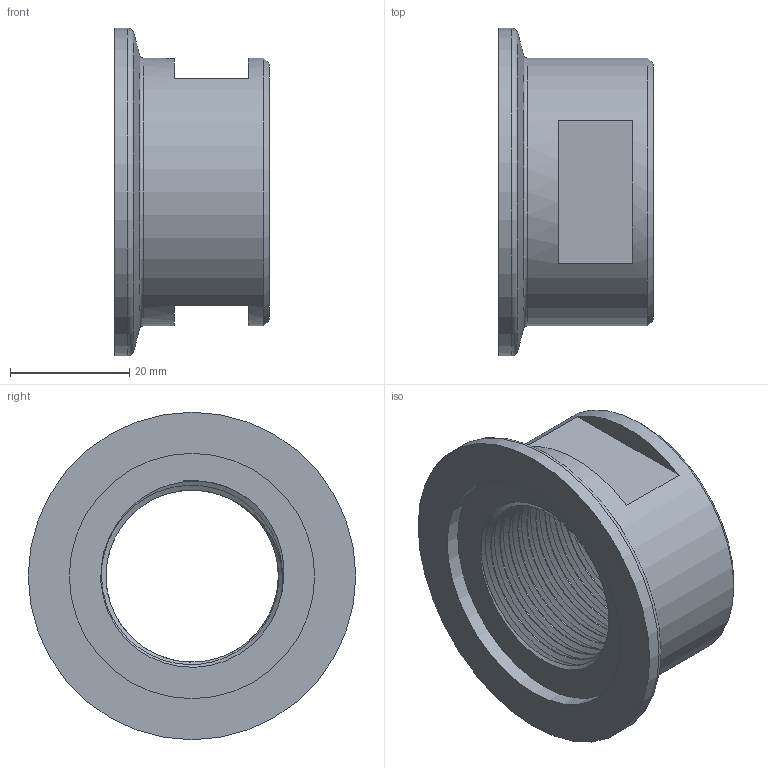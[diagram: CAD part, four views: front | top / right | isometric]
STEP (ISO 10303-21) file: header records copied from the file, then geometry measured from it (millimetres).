
FILE_DESCRIPTION (( 'STEP AP214' ), '1' );
FILE_NAME ('1KF40NF1FULLVAC.STEP', '2025-04-24T14:50:23', ( '' ), ( '' ), 'SwSTEP 2.0', 'SolidWorks 2017', '' );
FILE_SCHEMA (( 'AUTOMOTIVE_DESIGN' ));
Length unit declared in the file: millimetre
Products named in the file (1): 1KF40NF1FULLVAC
Bounding box: 26 x 55 x 55 mm (x, y, z)
Volume: 21365.9 mm3; surface area: 11376.5 mm2
Topology: 1 solids, 1 shells, 27 faces, 64 edges, 42 vertices
Faces by surface type: plane 11, bspline 6, cylinder 4, cone 4, torus 2
Full cylindrical faces by diameter (mm): 33.7 x1, 41.2 x1, 45 x1, 55 x1
Entity records: 8403 total; most frequent: CARTESIAN_POINT 7848, ORIENTED_EDGE 102, DIRECTION 89, EDGE_CURVE 51, EDGE_LOOP 41, AXIS2_PLACEMENT_3D 39, VERTEX_POINT 38, FACE_OUTER_BOUND 33
